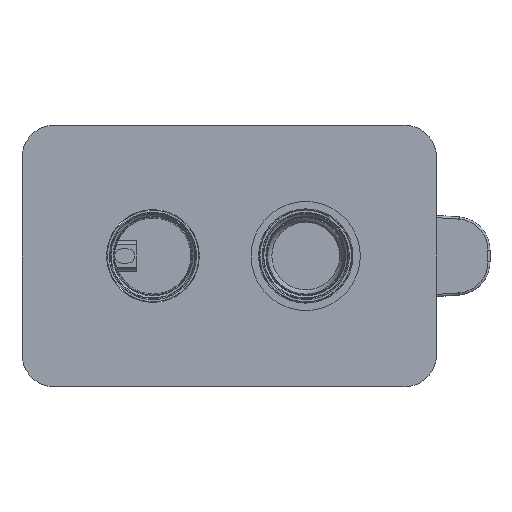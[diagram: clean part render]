
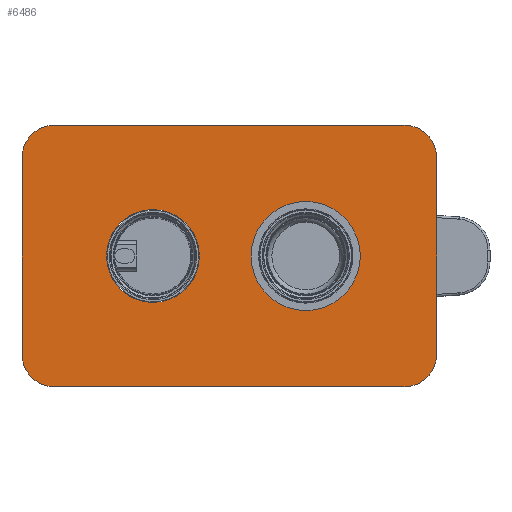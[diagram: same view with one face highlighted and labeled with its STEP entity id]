
A CAD part, left-side view. The second image highlights one B-rep face of the part: STEP entity #6486.
In plain terms, the highlighted planar face has unit normal (-1, 0, 0).
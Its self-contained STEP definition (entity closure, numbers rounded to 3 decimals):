
#62 = ORIENTED_EDGE ( 'NONE', *, *, #6662, .T. ) ;
#93 = ORIENTED_EDGE ( 'NONE', *, *, #101, .T. ) ;
#101 = EDGE_CURVE ( 'NONE', #149, #3357, #6361, .T. ) ;
#129 = AXIS2_PLACEMENT_3D ( 'NONE', #330, #2375, #6064 ) ;
#149 = VERTEX_POINT ( 'NONE', #6124 ) ;
#276 = DIRECTION ( 'NONE',  ( -1., 0., 0. ) ) ;
#330 = CARTESIAN_POINT ( 'NONE',  ( 9.219, 35.711, 150.2 ) ) ;
#367 = VERTEX_POINT ( 'NONE', #4432 ) ;
#466 = DIRECTION ( 'NONE',  ( 0., -1., 0. ) ) ;
#580 = CIRCLE ( 'NONE', #3336, 21.25 ) ;
#581 = EDGE_CURVE ( 'NONE', #6398, #2104, #3953, .T. ) ;
#795 = EDGE_LOOP ( 'NONE', ( #5406, #3070, #1799, #6646, #1810, #62, #2926, #93 ) ) ;
#829 = CARTESIAN_POINT ( 'NONE',  ( 9.219, -94.289, 195.2 ) ) ;
#1027 = AXIS2_PLACEMENT_3D ( 'NONE', #6716, #276, #4546 ) ;
#1327 = EDGE_CURVE ( 'NONE', #3297, #149, #1768, .T. ) ;
#1435 = CARTESIAN_POINT ( 'NONE',  ( 9.219, 95.711, 210.2 ) ) ;
#1472 = AXIS2_PLACEMENT_3D ( 'NONE', #2062, #3132, #3655 ) ;
#1522 = DIRECTION ( 'NONE',  ( 0., 0., 1. ) ) ;
#1566 = AXIS2_PLACEMENT_3D ( 'NONE', #6470, #4823, #3281 ) ;
#1631 = EDGE_LOOP ( 'NONE', ( #2203 ) ) ;
#1695 = EDGE_LOOP ( 'NONE', ( #4409 ) ) ;
#1766 = AXIS2_PLACEMENT_3D ( 'NONE', #2410, #3129, #1522 ) ;
#1768 = LINE ( 'NONE', #1435, #2439 ) ;
#1799 = ORIENTED_EDGE ( 'NONE', *, *, #4336, .T. ) ;
#1810 = ORIENTED_EDGE ( 'NONE', *, *, #4907, .T. ) ;
#1898 = FACE_BOUND ( 'NONE', #1631, .T. ) ;
#1998 = LINE ( 'NONE', #3724, #6660 ) ;
#2013 = CARTESIAN_POINT ( 'NONE',  ( 9.219, 95.711, 90.2 ) ) ;
#2062 = CARTESIAN_POINT ( 'NONE',  ( 9.219, -79.289, 195.2 ) ) ;
#2078 = EDGE_CURVE ( 'NONE', #3357, #6398, #6254, .T. ) ;
#2104 = VERTEX_POINT ( 'NONE', #4702 ) ;
#2203 = ORIENTED_EDGE ( 'NONE', *, *, #6786, .F. ) ;
#2221 = CARTESIAN_POINT ( 'NONE',  ( 9.219, 35.711, 171.45 ) ) ;
#2310 = CARTESIAN_POINT ( 'NONE',  ( 9.219, 35.711, 150.2 ) ) ;
#2339 = CARTESIAN_POINT ( 'NONE',  ( 9.219, -79.289, 90.2 ) ) ;
#2375 = DIRECTION ( 'NONE',  ( -1., 0., 0. ) ) ;
#2410 = CARTESIAN_POINT ( 'NONE',  ( 9.219, -79.289, 105.2 ) ) ;
#2413 = VERTEX_POINT ( 'NONE', #829 ) ;
#2439 = VECTOR ( 'NONE', #6127, 1000. ) ;
#2653 = VERTEX_POINT ( 'NONE', #2221 ) ;
#2703 = DIRECTION ( 'NONE',  ( 0., 0., 1. ) ) ;
#2884 = CARTESIAN_POINT ( 'NONE',  ( 9.219, 95.711, 195.2 ) ) ;
#2926 = ORIENTED_EDGE ( 'NONE', *, *, #1327, .T. ) ;
#2955 = CARTESIAN_POINT ( 'NONE',  ( 9.219, 80.711, 195.2 ) ) ;
#2978 = DIRECTION ( 'NONE',  ( -1., 0., 0. ) ) ;
#3070 = ORIENTED_EDGE ( 'NONE', *, *, #581, .T. ) ;
#3129 = DIRECTION ( 'NONE',  ( -1., 0., 0. ) ) ;
#3132 = DIRECTION ( 'NONE',  ( -1., 0., 0. ) ) ;
#3281 = DIRECTION ( 'NONE',  ( 0., 0., 1. ) ) ;
#3297 = VERTEX_POINT ( 'NONE', #2884 ) ;
#3336 = AXIS2_PLACEMENT_3D ( 'NONE', #2310, #3395, #4445 ) ;
#3357 = VERTEX_POINT ( 'NONE', #5041 ) ;
#3395 = DIRECTION ( 'NONE',  ( -1., 0., 0. ) ) ;
#3653 = CIRCLE ( 'NONE', #3815, 15. ) ;
#3655 = DIRECTION ( 'NONE',  ( 0., 0., 1. ) ) ;
#3724 = CARTESIAN_POINT ( 'NONE',  ( 9.219, -94.289, 90.2 ) ) ;
#3815 = AXIS2_PLACEMENT_3D ( 'NONE', #2955, #2978, #4022 ) ;
#3953 = CIRCLE ( 'NONE', #1766, 15. ) ;
#4022 = DIRECTION ( 'NONE',  ( 0., 0., 1. ) ) ;
#4166 = LINE ( 'NONE', #4586, #4248 ) ;
#4248 = VECTOR ( 'NONE', #5071, 1000. ) ;
#4336 = EDGE_CURVE ( 'NONE', #2104, #2413, #1998, .T. ) ;
#4360 = CARTESIAN_POINT ( 'NONE',  ( 9.219, -34.289, 175.2 ) ) ;
#4409 = ORIENTED_EDGE ( 'NONE', *, *, #6736, .F. ) ;
#4432 = CARTESIAN_POINT ( 'NONE',  ( 9.219, -79.289, 210.2 ) ) ;
#4445 = DIRECTION ( 'NONE',  ( 0., 0., 1. ) ) ;
#4546 = DIRECTION ( 'NONE',  ( 0., 0., 1. ) ) ;
#4586 = CARTESIAN_POINT ( 'NONE',  ( 9.219, -94.289, 210.2 ) ) ;
#4702 = CARTESIAN_POINT ( 'NONE',  ( 9.219, -94.289, 105.2 ) ) ;
#4823 = DIRECTION ( 'NONE',  ( -1., 0., 0. ) ) ;
#4907 = EDGE_CURVE ( 'NONE', #367, #6610, #4166, .T. ) ;
#5041 = CARTESIAN_POINT ( 'NONE',  ( 9.219, 80.711, 90.2 ) ) ;
#5071 = DIRECTION ( 'NONE',  ( 0., 1., 0. ) ) ;
#5129 = CIRCLE ( 'NONE', #1472, 15. ) ;
#5198 = VERTEX_POINT ( 'NONE', #4360 ) ;
#5406 = ORIENTED_EDGE ( 'NONE', *, *, #2078, .T. ) ;
#5525 = CARTESIAN_POINT ( 'NONE',  ( 9.219, 80.711, 210.2 ) ) ;
#5609 = EDGE_CURVE ( 'NONE', #2413, #367, #5129, .T. ) ;
#5662 = VECTOR ( 'NONE', #466, 1000. ) ;
#6064 = DIRECTION ( 'NONE',  ( 0., 0., 1. ) ) ;
#6124 = CARTESIAN_POINT ( 'NONE',  ( 9.219, 95.711, 105.2 ) ) ;
#6127 = DIRECTION ( 'NONE',  ( 0., 0., -1. ) ) ;
#6131 = FACE_OUTER_BOUND ( 'NONE', #795, .T. ) ;
#6254 = LINE ( 'NONE', #2013, #5662 ) ;
#6361 = CIRCLE ( 'NONE', #1027, 15. ) ;
#6398 = VERTEX_POINT ( 'NONE', #2339 ) ;
#6470 = CARTESIAN_POINT ( 'NONE',  ( 9.219, -34.289, 150.2 ) ) ;
#6476 = CIRCLE ( 'NONE', #1566, 25. ) ;
#6486 = ADVANCED_FACE ( 'NONE', ( #6131, #6723, #1898 ), #6665, .T. ) ;
#6610 = VERTEX_POINT ( 'NONE', #5525 ) ;
#6646 = ORIENTED_EDGE ( 'NONE', *, *, #5609, .T. ) ;
#6660 = VECTOR ( 'NONE', #2703, 1000. ) ;
#6662 = EDGE_CURVE ( 'NONE', #6610, #3297, #3653, .T. ) ;
#6665 = PLANE ( 'NONE',  #129 ) ;
#6716 = CARTESIAN_POINT ( 'NONE',  ( 9.219, 80.711, 105.2 ) ) ;
#6723 = FACE_BOUND ( 'NONE', #1695, .T. ) ;
#6736 = EDGE_CURVE ( 'NONE', #2653, #2653, #580, .T. ) ;
#6786 = EDGE_CURVE ( 'NONE', #5198, #5198, #6476, .T. ) ;
